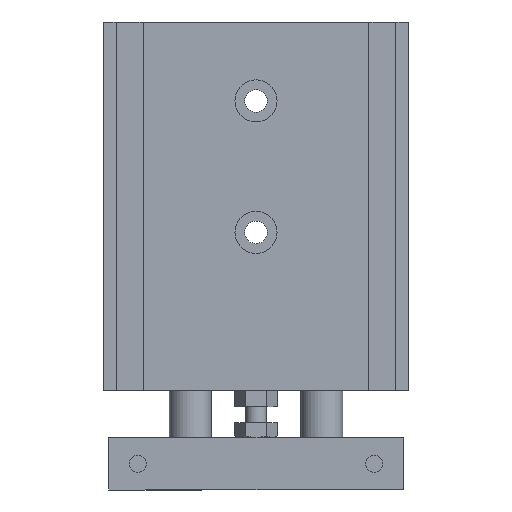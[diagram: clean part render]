
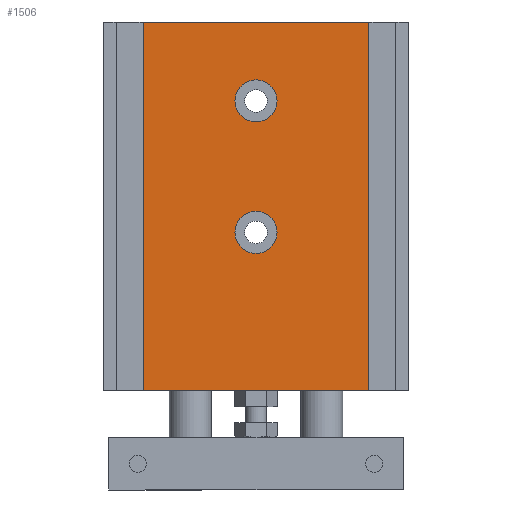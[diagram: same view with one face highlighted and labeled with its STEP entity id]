
A CAD part, left-side view. The second image highlights one B-rep face of the part: STEP entity #1506.
In plain terms, the highlighted planar face has unit normal (-1, 0, 0).
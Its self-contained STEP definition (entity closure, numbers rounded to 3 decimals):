
#401=CARTESIAN_POINT('',(-10.0,-21.4,0.0));
#402=VERTEX_POINT('',#401);
#409=CARTESIAN_POINT('',(-10.0,21.4,0.0));
#410=VERTEX_POINT('',#409);
#411=CARTESIAN_POINT('',(-10.0,-21.4,0.0));
#412=DIRECTION('',(0.0,1.0,0.0));
#413=VECTOR('',#412,42.8);
#414=LINE('',#411,#413);
#415=EDGE_CURVE('',#402,#410,#414,.T.);
#946=CARTESIAN_POINT('',(-10.0,0.0,34.0));
#947=VERTEX_POINT('',#946);
#948=CARTESIAN_POINT('',(-10.0,0.0,30.0));
#949=DIRECTION('',(1.0,0.0,0.0));
#950=DIRECTION('',(0.0,0.0,1.0));
#951=AXIS2_PLACEMENT_3D('',#948,#949,#950);
#952=CIRCLE('',#951,4.0);
#953=EDGE_CURVE('',#947,#947,#952,.T.);
#1056=CARTESIAN_POINT('',(-10.0,0.0,59.0));
#1057=VERTEX_POINT('',#1056);
#1058=CARTESIAN_POINT('',(-10.0,0.0,55.0));
#1059=DIRECTION('',(1.0,0.0,0.0));
#1060=DIRECTION('',(0.0,0.0,1.0));
#1061=AXIS2_PLACEMENT_3D('',#1058,#1059,#1060);
#1062=CIRCLE('',#1061,4.0);
#1063=EDGE_CURVE('',#1057,#1057,#1062,.T.);
#1458=CARTESIAN_POINT('',(-10.0,-21.4,70.0));
#1459=VERTEX_POINT('',#1458);
#1466=CARTESIAN_POINT('',(-10.0,-21.4,0.0));
#1467=DIRECTION('',(0.0,0.0,1.0));
#1468=VECTOR('',#1467,70.0);
#1469=LINE('',#1466,#1468);
#1470=EDGE_CURVE('',#402,#1459,#1469,.T.);
#1477=CARTESIAN_POINT('',(-10.0,-21.4,0.0));
#1478=DIRECTION('',(-1.0,0.0,0.0));
#1479=DIRECTION('',(0.0,0.0,1.0));
#1480=AXIS2_PLACEMENT_3D('',#1477,#1478,#1479);
#1481=PLANE('',#1480);
#1482=CARTESIAN_POINT('',(-10.0,21.4,70.0));
#1483=VERTEX_POINT('',#1482);
#1484=CARTESIAN_POINT('',(-10.0,-21.4,70.0));
#1485=DIRECTION('',(0.0,1.0,0.0));
#1486=VECTOR('',#1485,42.8);
#1487=LINE('',#1484,#1486);
#1488=EDGE_CURVE('',#1459,#1483,#1487,.T.);
#1489=ORIENTED_EDGE('',*,*,#1488,.T.);
#1490=CARTESIAN_POINT('',(-10.0,21.4,0.0));
#1491=DIRECTION('',(0.0,0.0,1.0));
#1492=VECTOR('',#1491,70.0);
#1493=LINE('',#1490,#1492);
#1494=EDGE_CURVE('',#410,#1483,#1493,.T.);
#1495=ORIENTED_EDGE('',*,*,#1494,.F.);
#1496=ORIENTED_EDGE('',*,*,#415,.F.);
#1497=ORIENTED_EDGE('',*,*,#1470,.T.);
#1498=EDGE_LOOP('',(#1489,#1495,#1496,#1497));
#1499=FACE_OUTER_BOUND('',#1498,.T.);
#1500=ORIENTED_EDGE('',*,*,#953,.T.);
#1501=EDGE_LOOP('',(#1500));
#1502=FACE_BOUND('',#1501,.T.);
#1503=ORIENTED_EDGE('',*,*,#1063,.T.);
#1504=EDGE_LOOP('',(#1503));
#1505=FACE_BOUND('',#1504,.T.);
#1506=ADVANCED_FACE('',(#1499,#1502,#1505),#1481,.T.);
